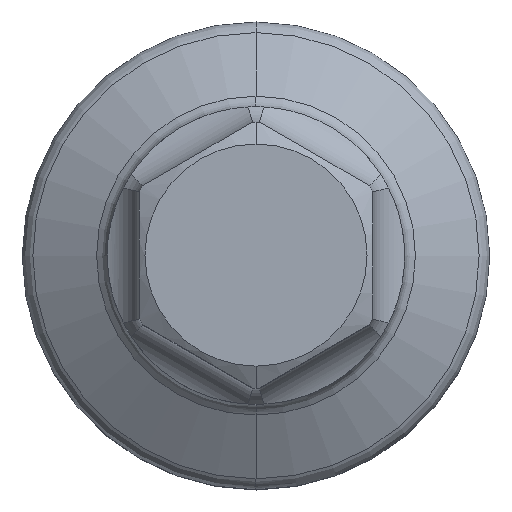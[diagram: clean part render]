
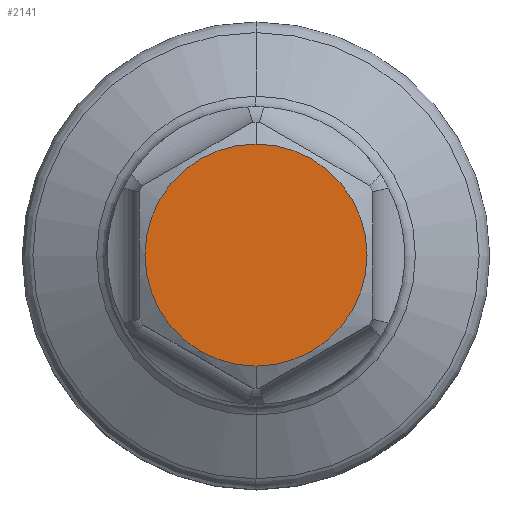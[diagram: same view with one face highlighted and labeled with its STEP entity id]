
A CAD part, top view. The second image highlights one B-rep face of the part: STEP entity #2141.
In plain terms, the highlighted planar face has unit normal (0, 0, 1).
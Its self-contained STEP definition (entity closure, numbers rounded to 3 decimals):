
#964=CARTESIAN_POINT('',(0.,0.,66.));
#965=DIRECTION('',(0.,0.,-1.));
#966=DIRECTION('',(0.,1.,0.));
#967=AXIS2_PLACEMENT_3D('',#964,#965,#966);
#969=CARTESIAN_POINT('',(0.,0.,66.));
#970=DIRECTION('',(0.,0.,-1.));
#971=DIRECTION('',(0.,-1.,0.));
#972=AXIS2_PLACEMENT_3D('',#969,#970,#971);
#1050=CARTESIAN_POINT('',(0.,10.45,66.));
#1051=CARTESIAN_POINT('',(0.,-10.45,66.));
#1052=VERTEX_POINT('',#1050);
#1053=VERTEX_POINT('',#1051);
#2132=CARTESIAN_POINT('',(0.,0.,66.));
#2133=DIRECTION('',(0.,0.,1.));
#2134=DIRECTION('',(0.,1.,0.));
#2135=AXIS2_PLACEMENT_3D('',#2132,#2133,#2134);
#2136=PLANE('',#2135);
#2137=ORIENTED_EDGE('',*,*,#1307,.T.);
#2138=ORIENTED_EDGE('',*,*,#1279,.T.);
#2139=EDGE_LOOP('',(#2137,#2138));
#2140=FACE_OUTER_BOUND('',#2139,.F.);
#2141=ADVANCED_FACE('',(#2140),#2136,.T.);
#968=CIRCLE('',#967,10.45);
#973=CIRCLE('',#972,10.45);
#1279=EDGE_CURVE('',#1053,#1052,#973,.T.);
#1307=EDGE_CURVE('',#1052,#1053,#968,.T.);
